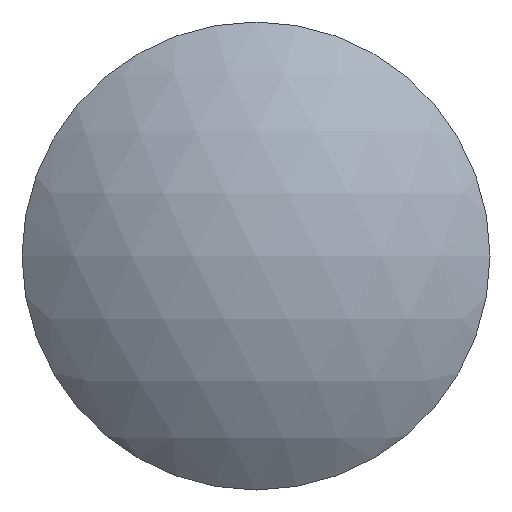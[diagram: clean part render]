
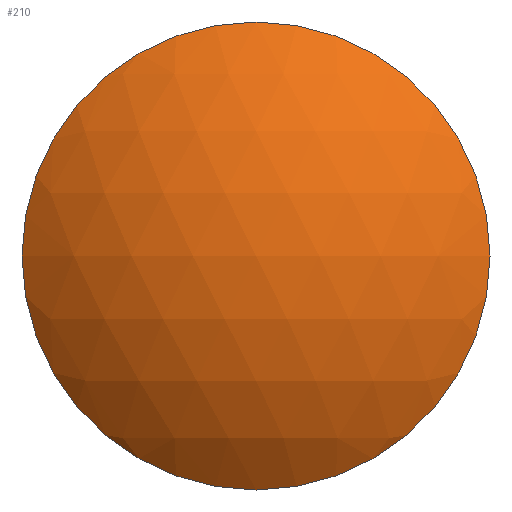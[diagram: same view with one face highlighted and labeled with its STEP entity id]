
A CAD part, left-side view. The second image highlights one B-rep face of the part: STEP entity #210.
In plain terms, the highlighted spherical face has radius 16 mm.
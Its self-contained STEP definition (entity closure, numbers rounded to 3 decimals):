
#16=SPHERICAL_SURFACE('',#254,16.);
#44=FACE_OUTER_BOUND('',#58,.T.);
#58=EDGE_LOOP('',(#184));
#91=CIRCLE('',#255,10.325);
#108=VERTEX_POINT('',#387);
#135=EDGE_CURVE('',#108,#108,#91,.T.);
#184=ORIENTED_EDGE('',*,*,#135,.F.);
#210=ADVANCED_FACE('',(#44),#16,.T.);
#254=AXIS2_PLACEMENT_3D('',#386,#307,#308);
#255=AXIS2_PLACEMENT_3D('',#388,#309,#310);
#307=DIRECTION('center_axis',(0.,0.,
1.));
#308=DIRECTION('ref_axis',(-1.,-0.002,0.));
#309=DIRECTION('center_axis',(1.,0.,0.));
#310=DIRECTION('ref_axis',(0.,1.,0.));
#386=CARTESIAN_POINT('Origin',(11.12,0.,0.));
#387=CARTESIAN_POINT('',(-1.103,-10.325,0.));
#388=CARTESIAN_POINT('Origin',(-1.103,0.,
0.));
